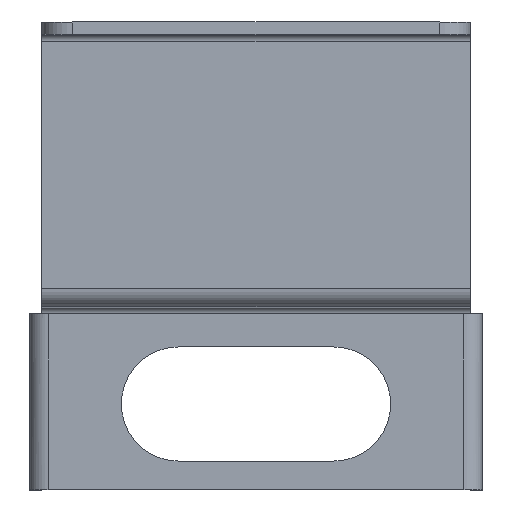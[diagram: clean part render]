
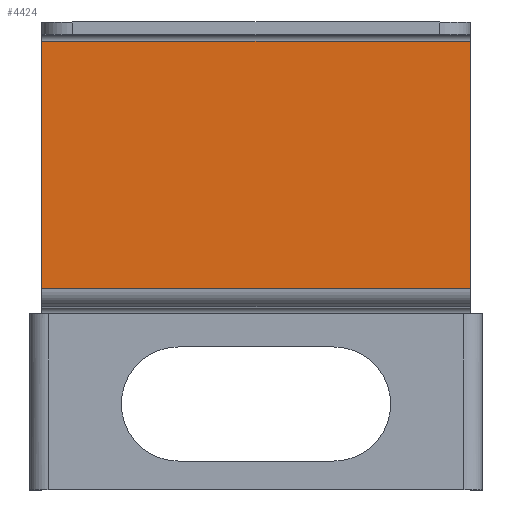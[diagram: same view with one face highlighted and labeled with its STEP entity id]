
A CAD part, top view. The second image highlights one B-rep face of the part: STEP entity #4424.
In plain terms, the highlighted planar face has unit normal (0, 0, 1).
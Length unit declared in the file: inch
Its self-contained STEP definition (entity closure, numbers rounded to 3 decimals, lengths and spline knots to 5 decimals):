
#215=DIRECTION('',(1.,0.,0.));
#216=VECTOR('',#215,2.75591);
#217=CARTESIAN_POINT('',(-1.37795,0.03937,2.79173));
#218=LINE('',#217,#216);
#233=DIRECTION('',(0.,1.,0.));
#234=VECTOR('',#233,1.59252);
#235=CARTESIAN_POINT('',(1.37795,0.03937,2.79173));
#236=LINE('',#235,#234);
#237=DIRECTION('',(0.,-1.,0.));
#238=VECTOR('',#237,1.59252);
#239=CARTESIAN_POINT('',(-1.37795,1.63189,2.79173));
#240=LINE('',#239,#238);
#250=DIRECTION('',(-1.,0.,0.));
#251=VECTOR('',#250,2.75591);
#252=CARTESIAN_POINT('',(1.37795,1.63189,2.79173));
#253=LINE('',#252,#251);
#3077=CARTESIAN_POINT('',(-1.37795,0.03937,
2.79173));
#3079=VERTEX_POINT('',#3077);
#3081=CARTESIAN_POINT('',(1.37795,0.03937,2.79173));
#3082=VERTEX_POINT('',#3081);
#3097=CARTESIAN_POINT('',(-1.37795,1.63189,2.79173));
#3098=VERTEX_POINT('',#3097);
#3101=CARTESIAN_POINT('',(1.37795,1.63189,2.79173));
#3102=VERTEX_POINT('',#3101);
#4410=CARTESIAN_POINT('',(-0.72315,-0.07874,
2.79173));
#4411=DIRECTION('',(0.,0.,1.));
#4412=DIRECTION('',(1.,0.,0.));
#4413=AXIS2_PLACEMENT_3D('',#4410,#4411,#4412);
#4414=PLANE('',#4413);
#4416=ORIENTED_EDGE('',*,*,#4415,.F.);
#4418=ORIENTED_EDGE('',*,*,#4417,.F.);
#4419=ORIENTED_EDGE('',*,*,#4400,.F.);
#4421=ORIENTED_EDGE('',*,*,#4420,.F.);
#4422=EDGE_LOOP('',(#4416,#4418,#4419,#4421));
#4423=FACE_OUTER_BOUND('',#4422,.F.);
#4424=ADVANCED_FACE('',(#4423),#4414,.T.);
#4400=EDGE_CURVE('',#3079,#3082,#218,.T.);
#4415=EDGE_CURVE('',#3102,#3098,#253,.T.);
#4417=EDGE_CURVE('',#3082,#3102,#236,.T.);
#4420=EDGE_CURVE('',#3098,#3079,#240,.T.);
